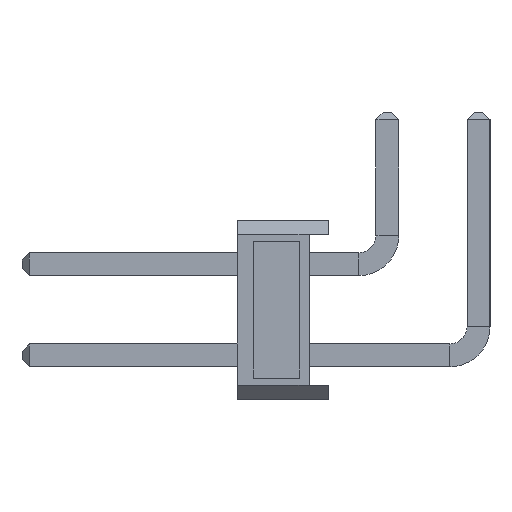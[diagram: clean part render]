
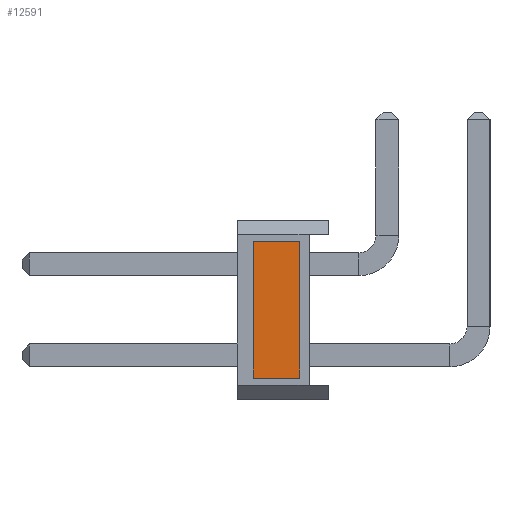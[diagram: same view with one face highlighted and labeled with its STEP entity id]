
A CAD part, left-side view. The second image highlights one B-rep face of the part: STEP entity #12591.
In plain terms, the highlighted planar face has unit normal (-1, 0, 0).
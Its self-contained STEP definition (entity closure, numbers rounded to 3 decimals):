
#606 = CARTESIAN_POINT ( 'NONE',  ( -1.27, 2.1, -1.9 ) ) ;
#3452 = CARTESIAN_POINT ( 'NONE',  ( -1.27, 2.1, -1.9 ) ) ;
#3738 = CARTESIAN_POINT ( 'NONE',  ( -1.27, 2.1, 1.9 ) ) ;
#5363 = VERTEX_POINT ( 'NONE', #48712 ) ;
#7434 = LINE ( 'NONE', #3452, #50116 ) ;
#9389 = ORIENTED_EDGE ( 'NONE', *, *, #11264, .T. ) ;
#10870 = VERTEX_POINT ( 'NONE', #44624 ) ;
#11222 = CARTESIAN_POINT ( 'NONE',  ( -1.27, 2.1, 0. ) ) ;
#11264 = EDGE_CURVE ( 'NONE', #14627, #10870, #34507, .T. ) ;
#11311 = DIRECTION ( 'NONE',  ( 0., 0., 1. ) ) ;
#12591 = ADVANCED_FACE ( 'NONE', ( #18994 ), #18581, .F. ) ;
#12770 = LINE ( 'NONE', #3738, #15190 ) ;
#12840 = VERTEX_POINT ( 'NONE', #606 ) ;
#14627 = VERTEX_POINT ( 'NONE', #37939 ) ;
#15190 = VECTOR ( 'NONE', #30531, 1000. ) ;
#15655 = CARTESIAN_POINT ( 'NONE',  ( -1.27, 0.8, 0. ) ) ;
#18581 = PLANE ( 'NONE',  #24770 ) ;
#18744 = DIRECTION ( 'NONE',  ( 1., 0., 0. ) ) ;
#18994 = FACE_OUTER_BOUND ( 'NONE', #47499, .T. ) ;
#19028 = ORIENTED_EDGE ( 'NONE', *, *, #28547, .F. ) ;
#19250 = EDGE_CURVE ( 'NONE', #12840, #14627, #7434, .T. ) ;
#19355 = DIRECTION ( 'NONE',  ( 0., -1., 0. ) ) ;
#24215 = VECTOR ( 'NONE', #46329, 1000. ) ;
#24675 = ORIENTED_EDGE ( 'NONE', *, *, #19250, .T. ) ;
#24770 = AXIS2_PLACEMENT_3D ( 'NONE', #11222, #18744, #50032 ) ;
#26635 = LINE ( 'NONE', #30083, #44860 ) ;
#26938 = EDGE_CURVE ( 'NONE', #12840, #5363, #26635, .T. ) ;
#28547 = EDGE_CURVE ( 'NONE', #5363, #10870, #12770, .T. ) ;
#30083 = CARTESIAN_POINT ( 'NONE',  ( -1.27, 2.1, 0. ) ) ;
#30531 = DIRECTION ( 'NONE',  ( 0., -1., 0. ) ) ;
#34507 = LINE ( 'NONE', #15655, #24215 ) ;
#37939 = CARTESIAN_POINT ( 'NONE',  ( -1.27, 0.8, -1.9 ) ) ;
#44624 = CARTESIAN_POINT ( 'NONE',  ( -1.27, 0.8, 1.9 ) ) ;
#44860 = VECTOR ( 'NONE', #11311, 1000. ) ;
#46329 = DIRECTION ( 'NONE',  ( 0., 0., 1. ) ) ;
#47499 = EDGE_LOOP ( 'NONE', ( #9389, #19028, #49652, #24675 ) ) ;
#48712 = CARTESIAN_POINT ( 'NONE',  ( -1.27, 2.1, 1.9 ) ) ;
#49652 = ORIENTED_EDGE ( 'NONE', *, *, #26938, .F. ) ;
#50032 = DIRECTION ( 'NONE',  ( 0., 0., -1. ) ) ;
#50116 = VECTOR ( 'NONE', #19355, 1000. ) ;
